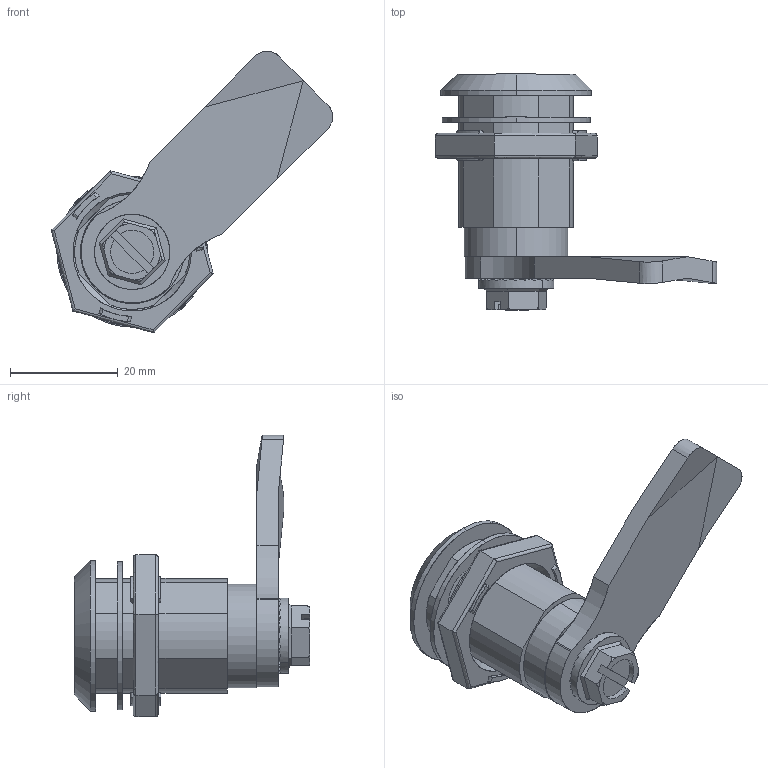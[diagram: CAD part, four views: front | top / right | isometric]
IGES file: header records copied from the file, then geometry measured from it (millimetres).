
Start section: SolidWorks IGES file using analytic representation for surfaces
Global section: file name: DM3-T-MR-PC.IGS; native system: SolidWorks 2015; preprocessor: SolidWorks 2015; author: solidworksqc; date: 160224.095719; units: millimetre
Bounding box: 52.35 x 43.85 x 52.35 mm (x, y, z)
Surface area: 9509.4 mm2 (no closed solid volume)
Topology: 0 solids, 0 shells, 145 faces, 1933 edges, 1927 vertices
Faces by surface type: bspline 78, revolution 67
